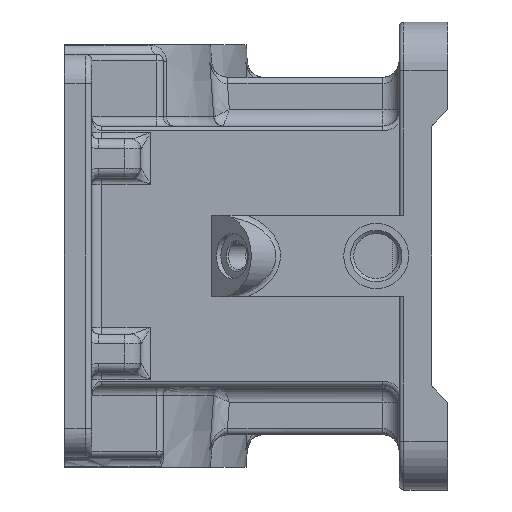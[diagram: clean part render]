
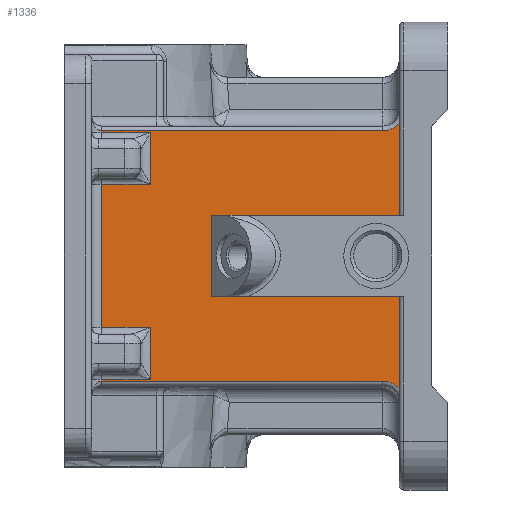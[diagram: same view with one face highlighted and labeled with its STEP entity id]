
A CAD part, left-side view. The second image highlights one B-rep face of the part: STEP entity #1336.
In plain terms, the highlighted planar face has unit normal (-1, 0, 0).
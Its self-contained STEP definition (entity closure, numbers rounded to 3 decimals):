
#521=PLANE('',#9134);
#1336=ADVANCED_FACE('',(#1927),#521,.T.);
#1927=FACE_OUTER_BOUND('',#2438,.T.);
#2438=EDGE_LOOP('',(#3482,#3483,#3484,#3485,#3486,#3487,#3488,#3489,#3490,
#3491,#3492,#3493,#3494,#3495,#3496,#3497,#3498,#3499));
#3482=ORIENTED_EDGE('',*,*,#6563,.F.);
#3483=ORIENTED_EDGE('',*,*,#6561,.F.);
#3484=ORIENTED_EDGE('',*,*,#6554,.F.);
#3485=ORIENTED_EDGE('',*,*,#6399,.F.);
#3486=ORIENTED_EDGE('',*,*,#6548,.F.);
#3487=ORIENTED_EDGE('',*,*,#6564,.F.);
#3488=ORIENTED_EDGE('',*,*,#6565,.F.);
#3489=ORIENTED_EDGE('',*,*,#6566,.F.);
#3490=ORIENTED_EDGE('',*,*,#6567,.T.);
#3491=ORIENTED_EDGE('',*,*,#6568,.T.);
#3492=ORIENTED_EDGE('',*,*,#6569,.T.);
#3493=ORIENTED_EDGE('',*,*,#6570,.T.);
#3494=ORIENTED_EDGE('',*,*,#6571,.T.);
#3495=ORIENTED_EDGE('',*,*,#6572,.F.);
#3496=ORIENTED_EDGE('',*,*,#6573,.F.);
#3497=ORIENTED_EDGE('',*,*,#6574,.F.);
#3498=ORIENTED_EDGE('',*,*,#6575,.F.);
#3499=ORIENTED_EDGE('',*,*,#6443,.F.);
#5575=VERTEX_POINT('',#12614);
#5584=VERTEX_POINT('',#12722);
#5603=VERTEX_POINT('',#12975);
#5612=VERTEX_POINT('',#13085);
#5684=VERTEX_POINT('',#14009);
#5687=VERTEX_POINT('',#14038);
#5690=VERTEX_POINT('',#14066);
#5691=VERTEX_POINT('',#14071);
#5692=VERTEX_POINT('',#14073);
#5693=VERTEX_POINT('',#14075);
#5694=VERTEX_POINT('',#14077);
#5695=VERTEX_POINT('',#14079);
#5696=VERTEX_POINT('',#14081);
#5697=VERTEX_POINT('',#14083);
#5698=VERTEX_POINT('',#14085);
#5699=VERTEX_POINT('',#14087);
#5700=VERTEX_POINT('',#14089);
#5701=VERTEX_POINT('',#14091);
#6399=EDGE_CURVE('',#5584,#5575,#8065,.T.);
#6443=EDGE_CURVE('',#5612,#5603,#8080,.T.);
#6548=EDGE_CURVE('',#5684,#5584,#8120,.T.);
#6554=EDGE_CURVE('',#5575,#5687,#8123,.T.);
#6561=EDGE_CURVE('',#5687,#5690,#8127,.T.);
#6563=EDGE_CURVE('',#5690,#5612,#8128,.T.);
#6564=EDGE_CURVE('',#5691,#5684,#8129,.T.);
#6565=EDGE_CURVE('',#5692,#5691,#8130,.T.);
#6566=EDGE_CURVE('',#5693,#5692,#7625,.T.);
#6567=EDGE_CURVE('',#5693,#5694,#8131,.T.);
#6568=EDGE_CURVE('',#5694,#5695,#8132,.T.);
#6569=EDGE_CURVE('',#5695,#5696,#8133,.T.);
#6570=EDGE_CURVE('',#5696,#5697,#8134,.T.);
#6571=EDGE_CURVE('',#5697,#5698,#8135,.T.);
#6572=EDGE_CURVE('',#5699,#5698,#7626,.T.);
#6573=EDGE_CURVE('',#5700,#5699,#8136,.T.);
#6574=EDGE_CURVE('',#5701,#5700,#8137,.T.);
#6575=EDGE_CURVE('',#5603,#5701,#8138,.T.);
#7625=CIRCLE('',#9132,6.5);
#7626=CIRCLE('',#9133,6.5);
#8065=LINE('',#12868,#8522);
#8080=LINE('',#13243,#8537);
#8120=LINE('',#14010,#8577);
#8123=LINE('',#14037,#8580);
#8127=LINE('',#14065,#8584);
#8128=LINE('',#14069,#8585);
#8129=LINE('',#14070,#8586);
#8130=LINE('',#14072,#8587);
#8131=LINE('',#14076,#8588);
#8132=LINE('',#14078,#8589);
#8133=LINE('',#14080,#8590);
#8134=LINE('',#14082,#8591);
#8135=LINE('',#14084,#8592);
#8136=LINE('',#14088,#8593);
#8137=LINE('',#14090,#8594);
#8138=LINE('',#14092,#8595);
#8522=VECTOR('',#10133,1.);
#8537=VECTOR('',#10204,1.);
#8577=VECTOR('',#10384,1.);
#8580=VECTOR('',#10399,1.);
#8584=VECTOR('',#10413,1.);
#8585=VECTOR('',#10418,1.);
#8586=VECTOR('',#10419,1.);
#8587=VECTOR('',#10420,1.);
#8588=VECTOR('',#10423,1.);
#8589=VECTOR('',#10424,1.);
#8590=VECTOR('',#10425,1.);
#8591=VECTOR('',#10426,1.);
#8592=VECTOR('',#10427,1.);
#8593=VECTOR('',#10430,1.);
#8594=VECTOR('',#10431,1.);
#8595=VECTOR('',#10432,1.);
#9132=AXIS2_PLACEMENT_3D('',#14074,#10421,#10422);
#9133=AXIS2_PLACEMENT_3D('',#14086,#10428,#10429);
#9134=AXIS2_PLACEMENT_3D('',#14093,#10433,#10434);
#10133=DIRECTION('',(0.,0.,1.));
#10204=DIRECTION('',(0.,0.,1.));
#10384=DIRECTION('',(0.,-1.,0.));
#10399=DIRECTION('',(0.,1.,0.));
#10413=DIRECTION('',(0.,0.,1.));
#10418=DIRECTION('',(0.,-1.,0.));
#10419=DIRECTION('',(0.,0.,1.));
#10420=DIRECTION('',(0.,1.,0.));
#10421=DIRECTION('',(-1.,0.,0.));
#10422=DIRECTION('',(0.,-0.707,0.707));
#10423=DIRECTION('',(0.,0.,1.));
#10424=DIRECTION('',(0.,1.,0.));
#10425=DIRECTION('',(0.,0.,1.));
#10426=DIRECTION('',(0.,-1.,0.));
#10427=DIRECTION('',(0.,0.,1.));
#10428=DIRECTION('',(-1.,0.,0.));
#10429=DIRECTION('',(0.,-0.707,-0.707));
#10430=DIRECTION('',(0.,-1.,0.));
#10431=DIRECTION('',(0.,0.,1.));
#10432=DIRECTION('',(0.,1.,0.));
#10433=DIRECTION('',(-1.,0.,0.));
#10434=DIRECTION('',(0.,0.,1.));
#12614=CARTESIAN_POINT('',(-63.11,-24.5,-22.));
#12722=CARTESIAN_POINT('',(-63.11,-24.5,-38.));
#12868=CARTESIAN_POINT('',(-63.11,-24.5,-38.));
#12975=CARTESIAN_POINT('',(-63.11,-24.5,38.));
#13085=CARTESIAN_POINT('',(-63.11,-24.5,22.));
#13243=CARTESIAN_POINT('',(-63.11,-24.5,22.));
#14009=CARTESIAN_POINT('',(-63.11,-9.5,-38.));
#14010=CARTESIAN_POINT('',(-63.11,-9.5,-38.));
#14037=CARTESIAN_POINT('',(-63.11,-24.5,-22.));
#14038=CARTESIAN_POINT('',(-63.11,-9.5,-22.));
#14065=CARTESIAN_POINT('',(-63.11,-9.5,-22.));
#14066=CARTESIAN_POINT('',(-63.11,-9.5,22.));
#14069=CARTESIAN_POINT('',(-63.11,-9.5,22.));
#14070=CARTESIAN_POINT('',(-63.11,-9.5,-38.5));
#14071=CARTESIAN_POINT('',(-63.11,-9.5,-38.5));
#14072=CARTESIAN_POINT('',(-63.11,-96.,-38.5));
#14073=CARTESIAN_POINT('',(-63.11,-96.,-38.5));
#14074=CARTESIAN_POINT('',(-63.11,-96.,-45.));
#14075=CARTESIAN_POINT('',(-63.11,-101.,-40.847));
#14076=CARTESIAN_POINT('',(-63.11,-101.,-40.847));
#14077=CARTESIAN_POINT('',(-63.11,-101.,-12.5));
#14078=CARTESIAN_POINT('',(-63.11,-101.,-12.5));
#14079=CARTESIAN_POINT('',(-63.11,-43.36,-12.5));
#14080=CARTESIAN_POINT('',(-63.11,-43.36,-12.5));
#14081=CARTESIAN_POINT('',(-63.11,-43.36,12.5));
#14082=CARTESIAN_POINT('',(-63.11,-43.36,12.5));
#14083=CARTESIAN_POINT('',(-63.11,-101.,12.5));
#14084=CARTESIAN_POINT('',(-63.11,-101.,12.5));
#14085=CARTESIAN_POINT('',(-63.11,-101.,40.847));
#14086=CARTESIAN_POINT('',(-63.11,-96.,45.));
#14087=CARTESIAN_POINT('',(-63.11,-96.,38.5));
#14088=CARTESIAN_POINT('',(-63.11,-9.5,38.5));
#14089=CARTESIAN_POINT('',(-63.11,-9.5,38.5));
#14090=CARTESIAN_POINT('',(-63.11,-9.5,38.));
#14091=CARTESIAN_POINT('',(-63.11,-9.5,38.));
#14092=CARTESIAN_POINT('',(-63.11,-24.5,38.));
#14093=CARTESIAN_POINT('',(-63.11,0.,30.));
